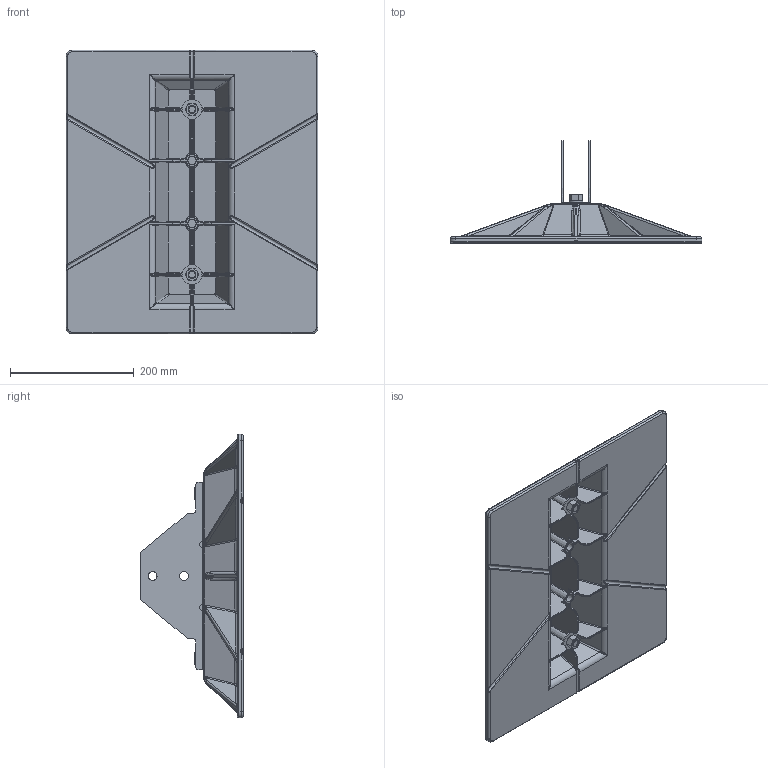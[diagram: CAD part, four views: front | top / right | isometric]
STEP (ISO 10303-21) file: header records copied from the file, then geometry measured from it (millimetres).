
FILE_DESCRIPTION((''),'2;1');
FILE_NAME('Model 8-H-SB Base P.stp','2012-11-21T13:31:27',('rdavis'),(''),'Autodesk Inventor 2013','Autodesk Inventor 2013','');
FILE_SCHEMA(('AUTOMOTIVE_DESIGN { 1 0 10303 214 1 1 1 1 }'));
Length unit declared in the file: inch
Products named in the file (7): Model 8-H-SB Base P; 16x18 No Logo; Z-StrutSupt-SB; LOCK WASHER 0; Hex Bolt - Inch 1/2-13 UNC - 2.5; Plain Washer (Inch) 1/2 - Regular - Type B; Hex Nut - Inch 1/2 - 20
Assembly tree (10 placements, depth 2):
  Model 8-H-SB Base P
    16x18 No Logo
    Z-StrutSupt-SB
    LOCK WASHER 0  x2
    Hex Bolt - Inch 1/2-13 UNC - 2.5  x2
    Plain Washer (Inch) 1/2 - Regular - Type B  x2
    Hex Nut - Inch 1/2 - 20  x2
Bounding box: 406.4 x 165.1 x 457.2 mm (x, y, z)
Volume: 2108743.4 mm3; surface area: 682034.3 mm2
Topology: 10 solids, 10 shells, 2145 faces, 5445 edges, 3211 vertices
Faces by surface type: bspline 1336, cylinder 374, plane 219, torus 84, cone 76, sphere 56
Full cylindrical faces by diameter (mm): 11.328 x2, 12.7 x2, 13.081 x2, 13.487 x2, 14.275 x4, 14.3 x2, 19.05 x2, 31.75 x2
Entity records: 134962 total; most frequent: CARTESIAN_POINT 91799, ORIENTED_EDGE 10364, DIRECTION 6353, EDGE_CURVE 5182, VERTEX_POINT 3132, AXIS2_PLACEMENT_3D 2753, EDGE_LOOP 2136, FACE_OUTER_BOUND 2085
